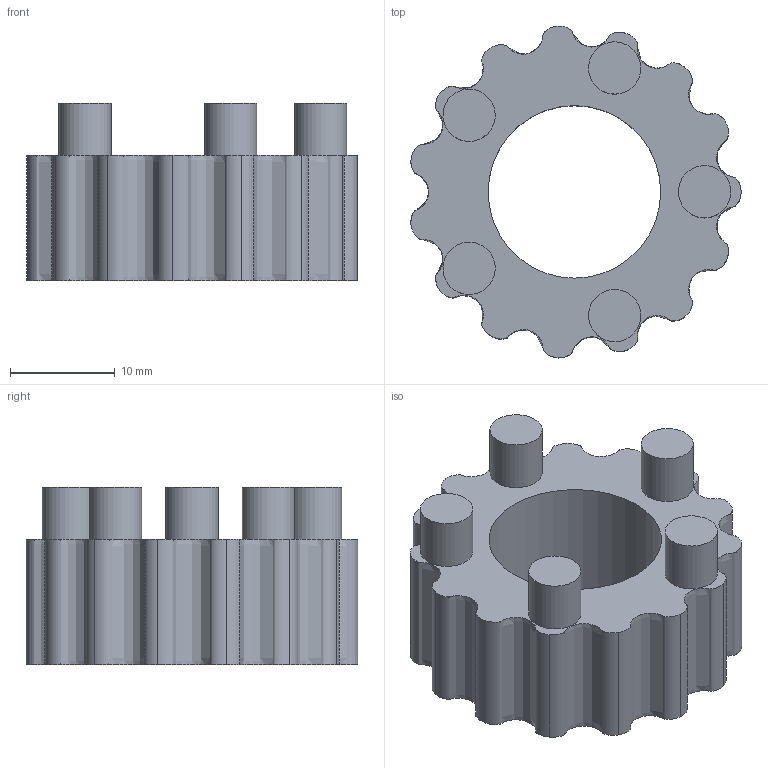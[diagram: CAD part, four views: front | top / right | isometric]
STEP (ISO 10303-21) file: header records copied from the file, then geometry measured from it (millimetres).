
FILE_DESCRIPTION(('FreeCAD Model'),'2;1');
FILE_NAME('Open CASCADE Shape Model','2022-04-28T19:51:08',(''),(''), 'Open CASCADE STEP processor 7.5','FreeCAD','Unknown');
FILE_SCHEMA(('AUTOMOTIVE_DESIGN { 1 0 10303 214 1 1 1 1 }'));
Length unit declared in the file: millimetre
Products named in the file (2): HypoCycloidGearDisk; HypoCycloidalGear
Assembly tree (1 placements, depth 2):
  HypoCycloidGearDisk
    HypoCycloidalGear
Bounding box: 31.58 x 31.73 x 17 mm (x, y, z)
Volume: 6344.7 mm3; surface area: 3477.7 mm2
Topology: 1 solids, 1 shells, 28 faces, 63 edges, 42 vertices
Faces by surface type: extrusion 15, plane 7, cylinder 6
Full cylindrical faces by diameter (mm): 5 x5, 16.5 x1
Entity records: 8422 total; most frequent: CARTESIAN_POINT 7161, DIRECTION 186, ORIENTED_EDGE 126, PCURVE 126, DEFINITIONAL_REPRESENTATION 126, VECTOR 120, LINE 105, B_SPLINE_CURVE_WITH_KNOTS 75
